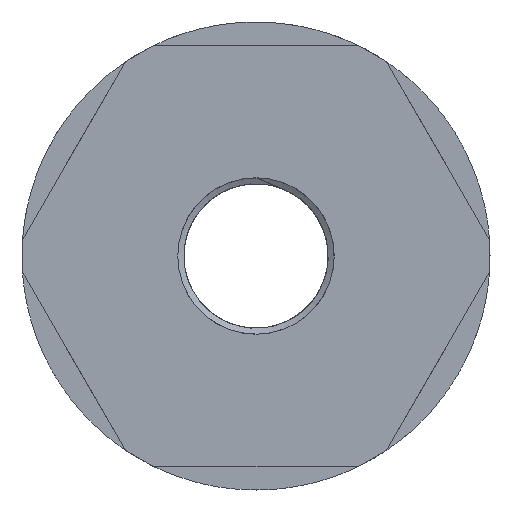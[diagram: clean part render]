
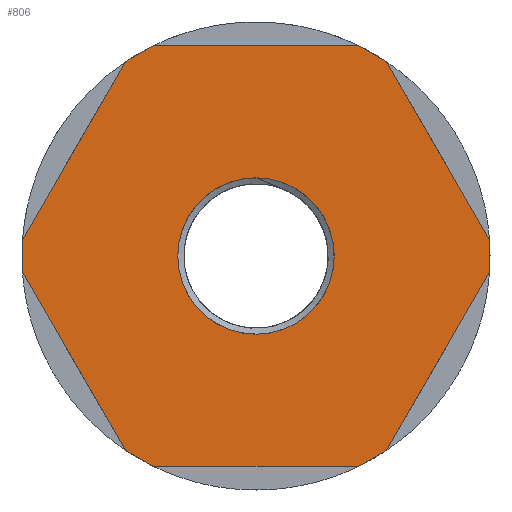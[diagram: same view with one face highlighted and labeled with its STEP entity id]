
A CAD part, left-side view. The second image highlights one B-rep face of the part: STEP entity #806.
In plain terms, the highlighted planar face has unit normal (-1, 0, 0).
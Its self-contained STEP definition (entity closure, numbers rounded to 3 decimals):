
#23=FACE_BOUND('',#316,.T.);
#46=PLANE('',#890);
#54=LINE('',#2296,#110);
#57=LINE('',#2307,#113);
#61=LINE('',#2319,#117);
#65=LINE('',#2331,#121);
#69=LINE('',#2343,#125);
#73=LINE('',#2355,#129);
#77=LINE('',#2367,#133);
#81=LINE('',#2379,#137);
#85=LINE('',#2391,#141);
#89=LINE('',#2403,#145);
#93=LINE('',#2415,#149);
#96=LINE('',#2424,#152);
#110=VECTOR('',#917,10.);
#113=VECTOR('',#928,10.);
#117=VECTOR('',#940,10.);
#121=VECTOR('',#952,10.);
#125=VECTOR('',#964,10.);
#129=VECTOR('',#976,10.);
#133=VECTOR('',#988,10.);
#137=VECTOR('',#1000,10.);
#141=VECTOR('',#1012,10.);
#145=VECTOR('',#1024,10.);
#149=VECTOR('',#1036,10.);
#152=VECTOR('',#1047,10.);
#162=CIRCLE('',#822,0.2);
#165=CIRCLE('',#827,0.2);
#166=CIRCLE('',#830,0.2);
#169=CIRCLE('',#835,0.2);
#170=CIRCLE('',#838,0.2);
#173=CIRCLE('',#843,0.2);
#174=CIRCLE('',#846,0.2);
#177=CIRCLE('',#851,0.2);
#178=CIRCLE('',#854,0.2);
#181=CIRCLE('',#859,0.2);
#182=CIRCLE('',#862,0.2);
#185=CIRCLE('',#867,0.2);
#187=CIRCLE('',#877,9.864);
#261=FACE_OUTER_BOUND('',#315,.T.);
#315=EDGE_LOOP('',(#723,#724,#725,#726,#727,#728,#729,#730,#731,#732,#733,
#734,#735,#736,#737,#738,#739,#740,#741,#742,#743,#744,#745,#746));
#316=EDGE_LOOP('',(#747));
#352=VERTEX_POINT('',#2283);
#353=VERTEX_POINT('',#2284);
#357=VERTEX_POINT('',#2294);
#360=VERTEX_POINT('',#2301);
#361=VERTEX_POINT('',#2303);
#362=VERTEX_POINT('',#2310);
#363=VERTEX_POINT('',#2311);
#368=VERTEX_POINT('',#2325);
#369=VERTEX_POINT('',#2327);
#370=VERTEX_POINT('',#2334);
#371=VERTEX_POINT('',#2335);
#376=VERTEX_POINT('',#2349);
#377=VERTEX_POINT('',#2351);
#378=VERTEX_POINT('',#2358);
#379=VERTEX_POINT('',#2359);
#384=VERTEX_POINT('',#2373);
#385=VERTEX_POINT('',#2375);
#386=VERTEX_POINT('',#2382);
#387=VERTEX_POINT('',#2383);
#392=VERTEX_POINT('',#2397);
#393=VERTEX_POINT('',#2399);
#394=VERTEX_POINT('',#2406);
#395=VERTEX_POINT('',#2407);
#399=VERTEX_POINT('',#2420);
#414=VERTEX_POINT('',#4782);
#431=EDGE_CURVE('',#352,#353,#162,.T.);
#437=EDGE_CURVE('',#352,#357,#54,.T.);
#440=EDGE_CURVE('',#360,#361,#165,.T.);
#442=EDGE_CURVE('',#360,#353,#57,.T.);
#444=EDGE_CURVE('',#362,#363,#166,.T.);
#448=EDGE_CURVE('',#362,#361,#61,.T.);
#452=EDGE_CURVE('',#368,#369,#169,.T.);
#454=EDGE_CURVE('',#368,#363,#65,.T.);
#456=EDGE_CURVE('',#370,#371,#170,.T.);
#460=EDGE_CURVE('',#370,#369,#69,.T.);
#464=EDGE_CURVE('',#376,#377,#173,.T.);
#466=EDGE_CURVE('',#376,#371,#73,.T.);
#468=EDGE_CURVE('',#378,#379,#174,.T.);
#472=EDGE_CURVE('',#378,#377,#77,.T.);
#476=EDGE_CURVE('',#384,#385,#177,.T.);
#478=EDGE_CURVE('',#384,#379,#81,.T.);
#480=EDGE_CURVE('',#386,#387,#178,.T.);
#484=EDGE_CURVE('',#386,#385,#85,.T.);
#488=EDGE_CURVE('',#392,#393,#181,.T.);
#490=EDGE_CURVE('',#392,#387,#89,.T.);
#492=EDGE_CURVE('',#394,#395,#182,.T.);
#496=EDGE_CURVE('',#394,#393,#93,.T.);
#500=EDGE_CURVE('',#399,#357,#185,.T.);
#501=EDGE_CURVE('',#399,#395,#96,.T.);
#526=EDGE_CURVE('',#414,#414,#187,.T.);
#723=ORIENTED_EDGE('',*,*,#431,.F.);
#724=ORIENTED_EDGE('',*,*,#437,.T.);
#725=ORIENTED_EDGE('',*,*,#500,.F.);
#726=ORIENTED_EDGE('',*,*,#501,.T.);
#727=ORIENTED_EDGE('',*,*,#492,.F.);
#728=ORIENTED_EDGE('',*,*,#496,.T.);
#729=ORIENTED_EDGE('',*,*,#488,.F.);
#730=ORIENTED_EDGE('',*,*,#490,.T.);
#731=ORIENTED_EDGE('',*,*,#480,.F.);
#732=ORIENTED_EDGE('',*,*,#484,.T.);
#733=ORIENTED_EDGE('',*,*,#476,.F.);
#734=ORIENTED_EDGE('',*,*,#478,.T.);
#735=ORIENTED_EDGE('',*,*,#468,.F.);
#736=ORIENTED_EDGE('',*,*,#472,.T.);
#737=ORIENTED_EDGE('',*,*,#464,.F.);
#738=ORIENTED_EDGE('',*,*,#466,.T.);
#739=ORIENTED_EDGE('',*,*,#456,.F.);
#740=ORIENTED_EDGE('',*,*,#460,.T.);
#741=ORIENTED_EDGE('',*,*,#452,.F.);
#742=ORIENTED_EDGE('',*,*,#454,.T.);
#743=ORIENTED_EDGE('',*,*,#444,.F.);
#744=ORIENTED_EDGE('',*,*,#448,.T.);
#745=ORIENTED_EDGE('',*,*,#440,.F.);
#746=ORIENTED_EDGE('',*,*,#442,.T.);
#747=ORIENTED_EDGE('',*,*,#526,.T.);
#806=ADVANCED_FACE('',(#261,#23),#46,.T.);
#822=AXIS2_PLACEMENT_3D('',#2285,#907,#908);
#827=AXIS2_PLACEMENT_3D('',#2304,#923,#924);
#830=AXIS2_PLACEMENT_3D('',#2312,#932,#933);
#835=AXIS2_PLACEMENT_3D('',#2328,#947,#948);
#838=AXIS2_PLACEMENT_3D('',#2336,#956,#957);
#843=AXIS2_PLACEMENT_3D('',#2352,#971,#972);
#846=AXIS2_PLACEMENT_3D('',#2360,#980,#981);
#851=AXIS2_PLACEMENT_3D('',#2376,#995,#996);
#854=AXIS2_PLACEMENT_3D('',#2384,#1004,#1005);
#859=AXIS2_PLACEMENT_3D('',#2400,#1019,#1020);
#862=AXIS2_PLACEMENT_3D('',#2408,#1028,#1029);
#867=AXIS2_PLACEMENT_3D('',#2422,#1043,#1044);
#877=AXIS2_PLACEMENT_3D('',#4783,#1072,#1073);
#890=AXIS2_PLACEMENT_3D('',#4802,#1098,#1099);
#907=DIRECTION('center_axis',(1.,0.,0.));
#908=DIRECTION('ref_axis',(0.,-0.259,0.966));
#917=DIRECTION('',(0.,1.,0.));
#923=DIRECTION('center_axis',(1.,0.,0.));
#924=DIRECTION('ref_axis',(0.,-0.707,0.707));
#928=DIRECTION('',(0.,0.866,0.5));
#932=DIRECTION('center_axis',(1.,0.,0.));
#933=DIRECTION('ref_axis',(0.,-0.966,0.259));
#940=DIRECTION('',(0.,0.5,0.866));
#947=DIRECTION('center_axis',(1.,0.,0.));
#948=DIRECTION('ref_axis',(0.,-0.966,-0.259));
#952=DIRECTION('',(0.,0.,1.));
#956=DIRECTION('center_axis',(1.,0.,0.));
#957=DIRECTION('ref_axis',(0.,-0.707,-0.707));
#964=DIRECTION('',(0.,-0.5,0.866));
#971=DIRECTION('center_axis',(1.,0.,0.));
#972=DIRECTION('ref_axis',(0.,-0.259,-0.966));
#976=DIRECTION('',(0.,-0.866,0.5));
#980=DIRECTION('center_axis',(1.,0.,0.));
#981=DIRECTION('ref_axis',(0.,0.259,-0.966));
#988=DIRECTION('',(0.,-1.,0.));
#995=DIRECTION('center_axis',(1.,0.,0.));
#996=DIRECTION('ref_axis',(0.,0.707,-0.707));
#1000=DIRECTION('',(0.,-0.866,-0.5));
#1004=DIRECTION('center_axis',(1.,0.,0.));
#1005=DIRECTION('ref_axis',(0.,0.966,-0.259));
#1012=DIRECTION('',(0.,-0.5,-0.866));
#1019=DIRECTION('center_axis',(1.,0.,0.));
#1020=DIRECTION('ref_axis',(0.,0.966,0.259));
#1024=DIRECTION('',(0.,0.,-1.));
#1028=DIRECTION('center_axis',(1.,0.,0.));
#1029=DIRECTION('ref_axis',(0.,0.707,0.707));
#1036=DIRECTION('',(0.,0.5,-0.866));
#1043=DIRECTION('center_axis',(1.,0.,0.));
#1044=DIRECTION('ref_axis',(0.,0.259,0.966));
#1047=DIRECTION('',(0.,0.866,-0.5));
#1072=DIRECTION('center_axis',(1.,0.,0.));
#1073=DIRECTION('ref_axis',(0.,0.,-1.));
#1098=DIRECTION('center_axis',(-1.,0.,0.));
#1099=DIRECTION('ref_axis',(0.,0.,1.));
#2283=CARTESIAN_POINT('',(-21.,-12.908,26.5));
#2284=CARTESIAN_POINT('',(-21.,-13.008,26.473));
#2285=CARTESIAN_POINT('Origin',(-21.,-12.908,26.3));
#2294=CARTESIAN_POINT('',(-21.,12.908,26.5));
#2296=CARTESIAN_POINT('',(-21.,8.269,26.5));
#2301=CARTESIAN_POINT('',(-21.,-16.423,24.502));
#2303=CARTESIAN_POINT('',(-21.,-16.496,24.429));
#2304=CARTESIAN_POINT('Origin',(-21.,-16.323,24.329));
#2307=CARTESIAN_POINT('',(-21.,-4.53,31.368));
#2310=CARTESIAN_POINT('',(-21.,-29.404,2.071));
#2311=CARTESIAN_POINT('',(-21.,-29.43,1.971));
#2312=CARTESIAN_POINT('Origin',(-21.,-29.23,1.971));
#2319=CARTESIAN_POINT('',(-21.,-22.503,14.024));
#2325=CARTESIAN_POINT('',(-21.,-29.43,-1.971));
#2327=CARTESIAN_POINT('',(-21.,-29.404,-2.071));
#2328=CARTESIAN_POINT('Origin',(-21.,-29.23,-1.971));
#2331=CARTESIAN_POINT('',(-21.,-29.43,-1.013));
#2334=CARTESIAN_POINT('',(-21.,-16.496,-24.429));
#2335=CARTESIAN_POINT('',(-21.,-16.423,-24.502));
#2336=CARTESIAN_POINT('Origin',(-21.,-16.323,-24.329));
#2343=CARTESIAN_POINT('',(-21.,-16.022,-25.249));
#2349=CARTESIAN_POINT('',(-21.,-13.008,-26.473));
#2351=CARTESIAN_POINT('',(-21.,-12.908,-26.5));
#2352=CARTESIAN_POINT('Origin',(-21.,-12.908,-26.3));
#2355=CARTESIAN_POINT('',(-21.,-2.776,-32.381));
#2358=CARTESIAN_POINT('',(-21.,12.908,-26.5));
#2359=CARTESIAN_POINT('',(-21.,13.008,-26.473));
#2360=CARTESIAN_POINT('Origin',(-21.,12.908,-26.3));
#2367=CARTESIAN_POINT('',(-21.,21.231,-26.5));
#2373=CARTESIAN_POINT('',(-21.,16.423,-24.502));
#2375=CARTESIAN_POINT('',(-21.,16.496,-24.429));
#2376=CARTESIAN_POINT('Origin',(-21.,16.323,-24.329));
#2379=CARTESIAN_POINT('',(-21.,26.655,-18.594));
#2382=CARTESIAN_POINT('',(-21.,29.404,-2.071));
#2383=CARTESIAN_POINT('',(-21.,29.43,-1.971));
#2384=CARTESIAN_POINT('Origin',(-21.,29.23,-1.971));
#2391=CARTESIAN_POINT('',(-21.,29.878,-1.251));
#2397=CARTESIAN_POINT('',(-21.,29.43,1.971));
#2399=CARTESIAN_POINT('',(-21.,29.404,2.071));
#2400=CARTESIAN_POINT('Origin',(-21.,29.23,1.971));
#2403=CARTESIAN_POINT('',(-21.,29.43,1.013));
#2406=CARTESIAN_POINT('',(-21.,16.496,24.429));
#2407=CARTESIAN_POINT('',(-21.,16.423,24.502));
#2408=CARTESIAN_POINT('Origin',(-21.,16.323,24.329));
#2415=CARTESIAN_POINT('',(-21.,23.397,12.476));
#2420=CARTESIAN_POINT('',(-21.,13.008,26.473));
#2422=CARTESIAN_POINT('Origin',(-21.,12.908,26.3));
#2424=CARTESIAN_POINT('',(-21.,24.901,19.607));
#4782=CARTESIAN_POINT('',(-21.,9.864,0.));
#4783=CARTESIAN_POINT('Origin',(-21.,0.,0.));
#4802=CARTESIAN_POINT('Origin',(-21.,29.5,0.));
